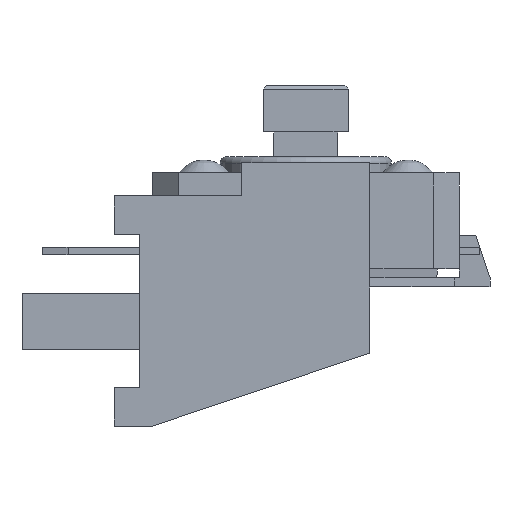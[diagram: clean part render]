
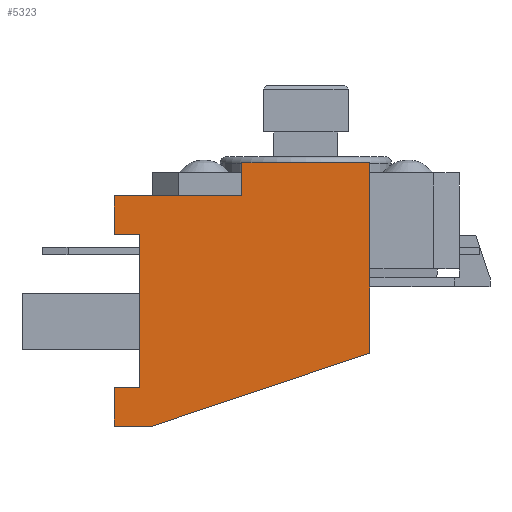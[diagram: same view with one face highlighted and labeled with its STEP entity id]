
A CAD part, front view. The second image highlights one B-rep face of the part: STEP entity #5323.
In plain terms, the highlighted planar face has unit normal (0, -1, 0).
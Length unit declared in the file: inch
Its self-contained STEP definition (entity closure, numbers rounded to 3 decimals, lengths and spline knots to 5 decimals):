
#3906=CARTESIAN_POINT('',(-0.25591,-0.25787,-0.18307));
#3907=VERTEX_POINT('',#3906);
#3914=CARTESIAN_POINT('',(-0.25591,-0.25787,0.05315));
#3915=VERTEX_POINT('',#3914);
#3916=CARTESIAN_POINT('',(-0.25591,-0.25787,0.05315));
#3917=DIRECTION('',(0.0,0.0,-1.0));
#3918=VECTOR('',#3917,0.23622);
#3919=LINE('',#3916,#3918);
#3920=EDGE_CURVE('',#3915,#3907,#3919,.T.);
#4298=CARTESIAN_POINT('',(0.09843,-0.25787,0.16339));
#4299=VERTEX_POINT('',#4298);
#4306=CARTESIAN_POINT('',(0.09843,-0.25787,-0.12992));
#4307=VERTEX_POINT('',#4306);
#4308=CARTESIAN_POINT('',(0.09843,-0.25787,0.16339));
#4309=DIRECTION('',(0.0,0.0,-1.0));
#4310=VECTOR('',#4309,0.29331);
#4311=LINE('',#4308,#4310);
#4312=EDGE_CURVE('',#4299,#4307,#4311,.T.);
#4518=CARTESIAN_POINT('',(-0.09843,-0.25787,0.16339));
#4519=VERTEX_POINT('',#4518);
#4526=CARTESIAN_POINT('',(0.09843,-0.25787,0.16339));
#4527=DIRECTION('',(-1.0,0.0,0.0));
#4528=VECTOR('',#4527,0.19685);
#4529=LINE('',#4526,#4528);
#4530=EDGE_CURVE('',#4299,#4519,#4529,.T.);
#4552=CARTESIAN_POINT('',(-0.09843,-0.25787,0.1122));
#4553=VERTEX_POINT('',#4552);
#4560=CARTESIAN_POINT('',(-0.09843,-0.25787,0.16339));
#4561=DIRECTION('',(0.0,0.0,-1.0));
#4562=VECTOR('',#4561,0.05118);
#4563=LINE('',#4560,#4562);
#4564=EDGE_CURVE('',#4519,#4553,#4563,.T.);
#4744=CARTESIAN_POINT('',(-0.29528,-0.25787,0.1122));
#4745=VERTEX_POINT('',#4744);
#4752=CARTESIAN_POINT('',(-0.29528,-0.25787,0.1122));
#4753=DIRECTION('',(1.0,0.0,0.0));
#4754=VECTOR('',#4753,0.19685);
#4755=LINE('',#4752,#4754);
#4756=EDGE_CURVE('',#4745,#4553,#4755,.T.);
#4828=CARTESIAN_POINT('',(-0.29528,-0.25787,-0.18307));
#4829=VERTEX_POINT('',#4828);
#4836=CARTESIAN_POINT('',(-0.25591,-0.25787,-0.18307));
#4837=DIRECTION('',(-1.0,0.0,0.0));
#4838=VECTOR('',#4837,0.03937);
#4839=LINE('',#4836,#4838);
#4840=EDGE_CURVE('',#3907,#4829,#4839,.T.);
#4884=CARTESIAN_POINT('',(-0.29528,-0.25787,0.05315));
#4885=VERTEX_POINT('',#4884);
#4886=CARTESIAN_POINT('',(-0.29528,-0.25787,0.05315));
#4887=DIRECTION('',(1.0,0.0,0.0));
#4888=VECTOR('',#4887,0.03937);
#4889=LINE('',#4886,#4888);
#4890=EDGE_CURVE('',#4885,#3915,#4889,.T.);
#5048=CARTESIAN_POINT('',(-0.29528,-0.25787,0.05315));
#5049=DIRECTION('',(0.0,0.0,1.0));
#5050=VECTOR('',#5049,0.05906);
#5051=LINE('',#5048,#5050);
#5052=EDGE_CURVE('',#4885,#4745,#5051,.T.);
#5103=CARTESIAN_POINT('',(-0.23622,-0.25787,-0.24213));
#5104=VERTEX_POINT('',#5103);
#5105=CARTESIAN_POINT('',(-0.23622,-0.25787,-0.24213));
#5106=DIRECTION('',(0.948,0.0,0.318));
#5107=VECTOR('',#5106,0.35296);
#5108=LINE('',#5105,#5107);
#5109=EDGE_CURVE('',#5104,#4307,#5108,.T.);
#5259=CARTESIAN_POINT('',(-0.29528,-0.25787,-0.24213));
#5260=VERTEX_POINT('',#5259);
#5261=CARTESIAN_POINT('',(-0.29528,-0.25787,-0.24213));
#5262=DIRECTION('',(1.0,0.0,0.0));
#5263=VECTOR('',#5262,0.05906);
#5264=LINE('',#5261,#5263);
#5265=EDGE_CURVE('',#5260,#5104,#5264,.T.);
#5284=CARTESIAN_POINT('',(-0.29528,-0.25787,-0.24213));
#5285=DIRECTION('',(0.0,0.0,1.0));
#5286=VECTOR('',#5285,0.05906);
#5287=LINE('',#5284,#5286);
#5288=EDGE_CURVE('',#5260,#4829,#5287,.T.);
#5305=CARTESIAN_POINT('',(0.11811,-0.25787,0.18366));
#5306=DIRECTION('',(0.0,-1.0,0.0));
#5307=DIRECTION('',(0.0,0.0,-1.0));
#5308=AXIS2_PLACEMENT_3D('',#5305,#5306,#5307);
#5309=PLANE('',#5308);
#5310=ORIENTED_EDGE('',*,*,#4840,.T.);
#5311=ORIENTED_EDGE('',*,*,#5288,.F.);
#5312=ORIENTED_EDGE('',*,*,#5265,.T.);
#5313=ORIENTED_EDGE('',*,*,#5109,.T.);
#5314=ORIENTED_EDGE('',*,*,#4312,.F.);
#5315=ORIENTED_EDGE('',*,*,#4530,.T.);
#5316=ORIENTED_EDGE('',*,*,#4564,.T.);
#5317=ORIENTED_EDGE('',*,*,#4756,.F.);
#5318=ORIENTED_EDGE('',*,*,#5052,.F.);
#5319=ORIENTED_EDGE('',*,*,#4890,.T.);
#5320=ORIENTED_EDGE('',*,*,#3920,.T.);
#5321=EDGE_LOOP('',(#5310,#5311,#5312,#5313,#5314,#5315,#5316,#5317,#5318,#5319,#5320));
#5322=FACE_OUTER_BOUND('',#5321,.T.);
#5323=ADVANCED_FACE('',(#5322),#5309,.T.);
